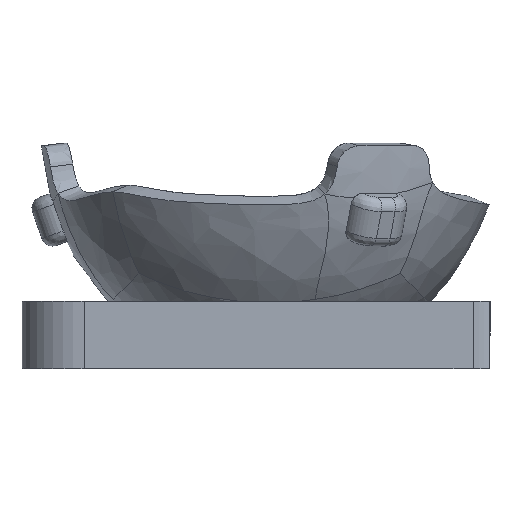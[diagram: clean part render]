
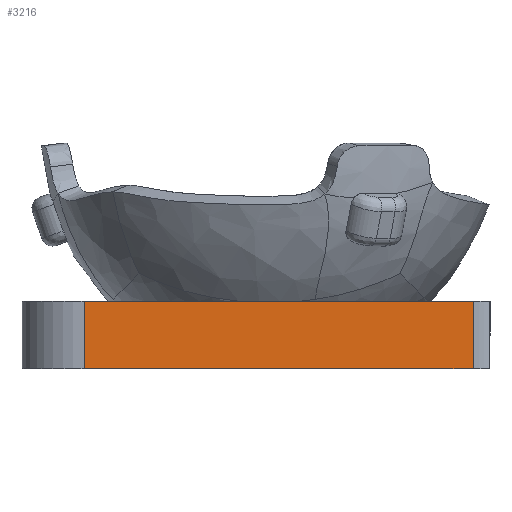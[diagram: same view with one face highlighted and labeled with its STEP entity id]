
A CAD part, left-side view. The second image highlights one B-rep face of the part: STEP entity #3216.
In plain terms, the highlighted planar face has unit normal (-1, 0, 0).
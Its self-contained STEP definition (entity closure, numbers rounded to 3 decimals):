
#522=FACE_OUTER_BOUND('',#720,.T.);
#720=EDGE_LOOP('',(#2212,#2213,#2214,#2215));
#912=LINE('',#5230,#1072);
#925=LINE('',#5362,#1085);
#926=LINE('',#5364,#1086);
#928=LINE('',#5367,#1088);
#1072=VECTOR('',#3642,10.);
#1085=VECTOR('',#3701,10.);
#1086=VECTOR('',#3704,10.);
#1088=VECTOR('',#3708,10.);
#1275=VERTEX_POINT('',#5227);
#1276=VERTEX_POINT('',#5229);
#1298=VERTEX_POINT('',#5344);
#1306=VERTEX_POINT('',#5360);
#1621=EDGE_CURVE('',#1275,#1276,#912,.T.);
#1657=EDGE_CURVE('',#1298,#1306,#925,.T.);
#1658=EDGE_CURVE('',#1298,#1275,#926,.T.);
#1660=EDGE_CURVE('',#1306,#1276,#928,.T.);
#2212=ORIENTED_EDGE('',*,*,#1657,.T.);
#2213=ORIENTED_EDGE('',*,*,#1660,.T.);
#2214=ORIENTED_EDGE('',*,*,#1621,.F.);
#2215=ORIENTED_EDGE('',*,*,#1658,.F.);
#3134=PLANE('',#3427);
#3216=ADVANCED_FACE('',(#522),#3134,.T.);
#3427=AXIS2_PLACEMENT_3D('',#5366,#3706,#3707);
#3642=DIRECTION('',(0.,-1.,0.));
#3701=DIRECTION('',(0.,-1.,0.));
#3704=DIRECTION('',(0.,0.,1.));
#3706=DIRECTION('center_axis',(-1.,0.,0.));
#3707=DIRECTION('ref_axis',(0.,-1.,0.));
#3708=DIRECTION('',(0.,0.,1.));
#5227=CARTESIAN_POINT('',(-64.898,42.042,7.51));
#5229=CARTESIAN_POINT('',(-64.898,7.642,7.51));
#5230=CARTESIAN_POINT('',(-64.898,42.042,7.51));
#5344=CARTESIAN_POINT('',(-64.898,42.042,1.51));
#5360=CARTESIAN_POINT('',(-64.898,7.642,1.51));
#5362=CARTESIAN_POINT('',(-64.898,42.042,1.51));
#5364=CARTESIAN_POINT('',(-64.898,42.042,1.51));
#5366=CARTESIAN_POINT('Origin',(-64.898,42.042,1.51));
#5367=CARTESIAN_POINT('',(-64.898,7.642,1.51));
